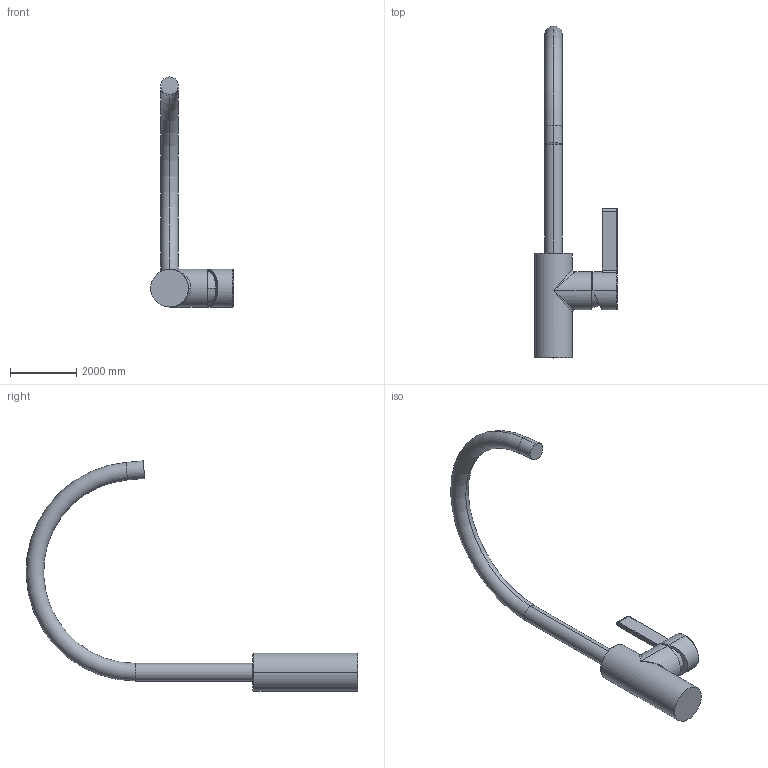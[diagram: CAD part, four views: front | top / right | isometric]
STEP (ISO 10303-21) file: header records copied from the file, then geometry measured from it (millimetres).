
FILE_DESCRIPTION((''),'2;1');
FILE_NAME('181','2019-02-18T',('MQ'),(''),'PRO/ENGINEER BY PARAMETRIC TECHNOLOGY CORPORATION, 2012130','PRO/ENGINEER BY PARAMETRIC TECHNOLOGY CORPORATION, 2012130','');
FILE_SCHEMA(('CONFIG_CONTROL_DESIGN'));
Length unit declared in the file: inch
Products named in the file (1): 181
Bounding box: 2501.9 x 10042.55 x 6967.05 mm (x, y, z)
Volume: 7831592919.2 mm3; surface area: 43805071.8 mm2
Topology: 1 solids, 1 shells, 44 faces, 96 edges, 56 vertices
Faces by surface type: cylinder 17, torus 11, plane 10, bspline 6
Entity records: 1630 total; most frequent: CARTESIAN_POINT 632, DIRECTION 215, ORIENTED_EDGE 192, EDGE_CURVE 96, AXIS2_PLACEMENT_3D 94, VERTEX_POINT 56, CIRCLE 56, EDGE_LOOP 46
